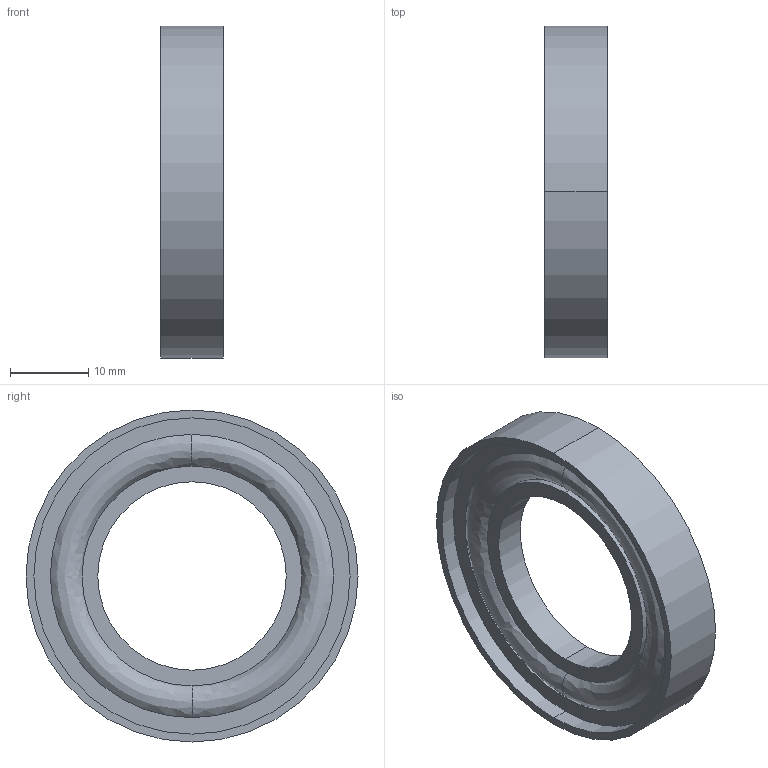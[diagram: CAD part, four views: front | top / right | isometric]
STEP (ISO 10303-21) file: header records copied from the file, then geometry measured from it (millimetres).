
FILE_DESCRIPTION( (''), '2;1');
FILE_NAME ('CAD714.5960.HP2025_12007.stp','2016-05-16T13:58:24',(''),(''),'spGate 11.3.9','spGate','');
FILE_SCHEMA (('AUTOMOTIVE_DESIGN'));
Length unit declared in the file: millimetre
Products named in the file (4): Assembly; HP2025-1; HP2025-2; HP2025-3
Assembly tree (3 placements, depth 2):
  Assembly
    HP2025-1
    HP2025-2
    HP2025-3
Bounding box: 8 x 42.3 x 42.3 mm (x, y, z)
Volume: 4305.2 mm3; surface area: 5551.8 mm2
Topology: 3 solids, 3 shells, 34 faces, 68 edges, 40 vertices
Faces by surface type: cylinder 18, bspline 10, plane 6
Entity records: 1694 total; most frequent: CARTESIAN_POINT 352, DIRECTION 144, ORIENTED_EDGE 136, COLOUR_RGB 105, PRESENTATION_STYLE_ASSIGNMENT 105, STYLED_ITEM 105, AXIS2_PLACEMENT_3D 72, EDGE_CURVE 68
